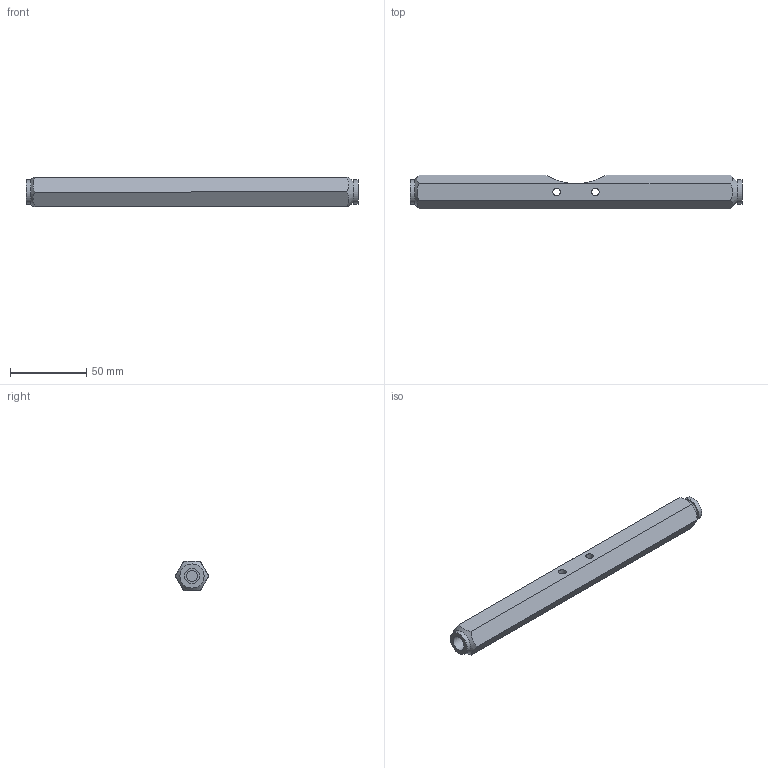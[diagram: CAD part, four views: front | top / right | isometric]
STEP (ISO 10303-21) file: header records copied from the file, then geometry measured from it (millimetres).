
FILE_DESCRIPTION(/* description */ (''),/* implementation_level */ '2;1');
FILE_NAME(/* name */ 'SR_TKP_HANGER_215.step',/* time_stamp */ '2019-01-26T18:07:54-05:00',/* author */ (''),/* organization */ (''),/* preprocessor_version */ 'ST-DEVELOPER v17.2',/* originating_system */ 'Autodesk Translation Framework v7.6.0.251',/* authorisation */ '');
FILE_SCHEMA (('AUTOMOTIVE_DESIGN { 1 0 10303 214 3 1 1 }'));
Length unit declared in the file: millimetre
Products named in the file (1): HANGER
Bounding box: 218 x 22 x 19.05 mm (x, y, z)
Volume: 59027.1 mm3; surface area: 18035.1 mm2
Topology: 1 solids, 1 shells, 26 faces, 58 edges, 39 vertices
Faces by surface type: plane 15, cylinder 9, cone 2
Full cylindrical faces by diameter (mm): 5 x2, 7.1 x2, 10 x2, 15.85 x2
Entity records: 769 total; most frequent: CARTESIAN_POINT 152, DIRECTION 123, ORIENTED_EDGE 116, EDGE_CURVE 58, AXIS2_PLACEMENT_3D 52, VERTEX_POINT 39, EDGE_LOOP 35, FACE_OUTER_BOUND 26
